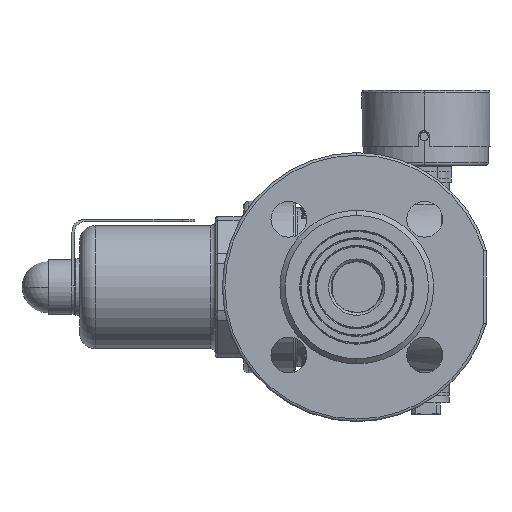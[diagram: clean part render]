
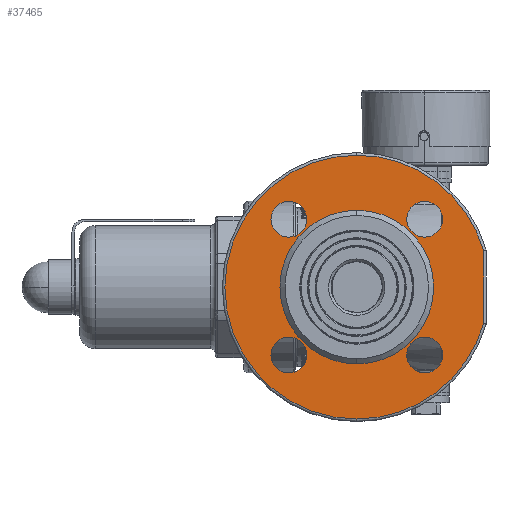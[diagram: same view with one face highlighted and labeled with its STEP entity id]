
A CAD part, left-side view. The second image highlights one B-rep face of the part: STEP entity #37465.
In plain terms, the highlighted planar face has unit normal (-1, 0, 0).
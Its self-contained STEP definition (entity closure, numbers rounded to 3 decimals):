
#315 = CARTESIAN_POINT ( 'NONE',  ( -73., 0., -30. ) ) ;
#349 = CIRCLE ( 'NONE', #391, 30. ) ;
#373 = CARTESIAN_POINT ( 'NONE',  ( -73., 0., 30. ) ) ;
#378 = DIRECTION ( 'NONE',  ( 0., 0., 1. ) ) ;
#379 = DIRECTION ( 'NONE',  ( -1., 0., 0. ) ) ;
#380 = CARTESIAN_POINT ( 'NONE',  ( -73., 0., 0. ) ) ;
#385 = AXIS2_PLACEMENT_3D ( 'NONE', #380, #379, #378 ) ;
#386 = CIRCLE ( 'NONE', #385, 51.5 ) ;
#388 = DIRECTION ( 'NONE',  ( 0., 0., 1. ) ) ;
#389 = DIRECTION ( 'NONE',  ( -1., 0., 0. ) ) ;
#390 = CARTESIAN_POINT ( 'NONE',  ( -73., 0., 0. ) ) ;
#391 = AXIS2_PLACEMENT_3D ( 'NONE', #390, #389, #388 ) ;
#392 = CARTESIAN_POINT ( 'NONE',  ( -73., 0., -51.5 ) ) ;
#490 = CIRCLE ( 'NONE', #559, 51.5 ) ;
#500 = CARTESIAN_POINT ( 'NONE',  ( -73., 0., 51.5 ) ) ;
#525 = CARTESIAN_POINT ( 'NONE',  ( -73., -49.5, 14.213 ) ) ;
#548 = DIRECTION ( 'NONE',  ( 0., 0., 1. ) ) ;
#549 = DIRECTION ( 'NONE',  ( -1., 0., 0. ) ) ;
#558 = CARTESIAN_POINT ( 'NONE',  ( -73., 0., 0. ) ) ;
#559 = AXIS2_PLACEMENT_3D ( 'NONE', #558, #549, #548 ) ;
#11969 = VERTEX_POINT ( 'NONE', #140137 ) ;
#12002 = EDGE_CURVE ( 'NONE', #11969, #12029, #140311, .T. ) ;
#12009 = EDGE_CURVE ( 'NONE', #12010, #12013, #140310, .T. ) ;
#12010 = VERTEX_POINT ( 'NONE', #139917 ) ;
#12013 = VERTEX_POINT ( 'NONE', #140462 ) ;
#12022 = EDGE_CURVE ( 'NONE', #12034, #12025, #140460, .T. ) ;
#12025 = VERTEX_POINT ( 'NONE', #140420 ) ;
#12029 = VERTEX_POINT ( 'NONE', #140408 ) ;
#12034 = VERTEX_POINT ( 'NONE', #140486 ) ;
#12107 = VERTEX_POINT ( 'NONE', #140645 ) ;
#12109 = EDGE_CURVE ( 'NONE', #12107, #12111, #140597, .T. ) ;
#12111 = VERTEX_POINT ( 'NONE', #140700 ) ;
#16466 = CARTESIAN_POINT ( 'NONE',  ( -73., 26.517, -26.517 ) ) ;
#16493 = DIRECTION ( 'NONE',  ( 1., 0., 0. ) ) ;
#16494 = AXIS2_PLACEMENT_3D ( 'NONE', #16466, #16493, #16622 ) ;
#16500 = CIRCLE ( 'NONE', #16494, 7. ) ;
#16605 = DIRECTION ( 'NONE',  ( 0., 0., 1. ) ) ;
#16607 = DIRECTION ( 'NONE',  ( -1., 0., 0. ) ) ;
#16609 = AXIS2_PLACEMENT_3D ( 'NONE', #16623, #16607, #16605 ) ;
#16622 = DIRECTION ( 'NONE',  ( 0., 0., -1. ) ) ;
#16623 = CARTESIAN_POINT ( 'NONE',  ( -73., 0., 0. ) ) ;
#16624 = CIRCLE ( 'NONE', #16609, 51.5 ) ;
#17029 = CARTESIAN_POINT ( 'NONE',  ( -73., -49.5, -14.213 ) ) ;
#17035 = CARTESIAN_POINT ( 'NONE',  ( -73., -49.5, 0. ) ) ;
#17037 = LINE ( 'NONE', #17035, #17049 ) ;
#17049 = VECTOR ( 'NONE', #17149, 1000. ) ;
#17091 = AXIS2_PLACEMENT_3D ( 'NONE', #17285, #17283, #17282 ) ;
#17093 = CIRCLE ( 'NONE', #17207, 30. ) ;
#17129 = AXIS2_PLACEMENT_3D ( 'NONE', #17194, #17192, #17190 ) ;
#17149 = DIRECTION ( 'NONE',  ( 0., 0., 1. ) ) ;
#17180 = CIRCLE ( 'NONE', #17266, 7. ) ;
#17181 = AXIS2_PLACEMENT_3D ( 'NONE', #17273, #17271, #17269 ) ;
#17186 = FACE_OUTER_BOUND ( 'NONE', #37453, .T. ) ;
#17188 = FACE_BOUND ( 'NONE', #37355, .T. ) ;
#17190 = DIRECTION ( 'NONE',  ( 0., 0., -1. ) ) ;
#17192 = DIRECTION ( 'NONE',  ( 1., 0., 0. ) ) ;
#17194 = CARTESIAN_POINT ( 'NONE',  ( -73., -26.517, 26.517 ) ) ;
#17195 = FACE_BOUND ( 'NONE', #37438, .T. ) ;
#17198 = PLANE ( 'NONE',  #17091 ) ;
#17199 = FACE_BOUND ( 'NONE', #37440, .T. ) ;
#17203 = DIRECTION ( 'NONE',  ( 0., 0., 1. ) ) ;
#17205 = DIRECTION ( 'NONE',  ( -1., 0., 0. ) ) ;
#17207 = AXIS2_PLACEMENT_3D ( 'NONE', #17223, #17205, #17203 ) ;
#17215 = CIRCLE ( 'NONE', #17129, 7. ) ;
#17223 = CARTESIAN_POINT ( 'NONE',  ( -73., 0., 0. ) ) ;
#17227 = FACE_BOUND ( 'NONE', #37472, .T. ) ;
#17235 = FACE_BOUND ( 'NONE', #37343, .T. ) ;
#17245 = DIRECTION ( 'NONE',  ( 0., 0., -1. ) ) ;
#17247 = DIRECTION ( 'NONE',  ( 1., 0., 0. ) ) ;
#17266 = AXIS2_PLACEMENT_3D ( 'NONE', #17293, #17247, #17245 ) ;
#17269 = DIRECTION ( 'NONE',  ( 0., 0., -1. ) ) ;
#17271 = DIRECTION ( 'NONE',  ( 1., 0., 0. ) ) ;
#17273 = CARTESIAN_POINT ( 'NONE',  ( -73., -26.517, -26.517 ) ) ;
#17282 = DIRECTION ( 'NONE',  ( 0., 0., -1. ) ) ;
#17283 = DIRECTION ( 'NONE',  ( 1., 0., 0. ) ) ;
#17285 = CARTESIAN_POINT ( 'NONE',  ( -73., 30., 0. ) ) ;
#17293 = CARTESIAN_POINT ( 'NONE',  ( -73., 26.517, 26.517 ) ) ;
#17297 = CIRCLE ( 'NONE', #17181, 7. ) ;
#32653 = VERTEX_POINT ( 'NONE', #315 ) ;
#32670 = EDGE_CURVE ( 'NONE', #32672, #32653, #349, .T. ) ;
#32672 = VERTEX_POINT ( 'NONE', #373 ) ;
#32679 = VERTEX_POINT ( 'NONE', #392 ) ;
#32682 = EDGE_CURVE ( 'NONE', #32733, #32679, #386, .T. ) ;
#32733 = VERTEX_POINT ( 'NONE', #500 ) ;
#32759 = EDGE_CURVE ( 'NONE', #32765, #32733, #490, .T. ) ;
#32765 = VERTEX_POINT ( 'NONE', #525 ) ;
#37340 = ORIENTED_EDGE ( 'NONE', *, *, #37462, .T. ) ;
#37341 = ORIENTED_EDGE ( 'NONE', *, *, #37466, .T. ) ;
#37343 = EDGE_LOOP ( 'NONE', ( #37434, #37340 ) ) ;
#37349 = ORIENTED_EDGE ( 'NONE', *, *, #12022, .T. ) ;
#37354 = EDGE_CURVE ( 'NONE', #12025, #12034, #16500, .T. ) ;
#37355 = EDGE_LOOP ( 'NONE', ( #37349, #37469 ) ) ;
#37356 = EDGE_CURVE ( 'NONE', #32679, #37412, #16624, .T. ) ;
#37412 = VERTEX_POINT ( 'NONE', #17029 ) ;
#37414 = ORIENTED_EDGE ( 'NONE', *, *, #37356, .T. ) ;
#37415 = EDGE_CURVE ( 'NONE', #37412, #32765, #17037, .T. ) ;
#37434 = ORIENTED_EDGE ( 'NONE', *, *, #12009, .T. ) ;
#37436 = ORIENTED_EDGE ( 'NONE', *, *, #32682, .T. ) ;
#37438 = EDGE_LOOP ( 'NONE', ( #37442, #37447 ) ) ;
#37440 = EDGE_LOOP ( 'NONE', ( #37449, #37445 ) ) ;
#37442 = ORIENTED_EDGE ( 'NONE', *, *, #12109, .T. ) ;
#37444 = ORIENTED_EDGE ( 'NONE', *, *, #32759, .T. ) ;
#37445 = ORIENTED_EDGE ( 'NONE', *, *, #32670, .F. ) ;
#37447 = ORIENTED_EDGE ( 'NONE', *, *, #37477, .T. ) ;
#37449 = ORIENTED_EDGE ( 'NONE', *, *, #37459, .F. ) ;
#37450 = ORIENTED_EDGE ( 'NONE', *, *, #37415, .T. ) ;
#37453 = EDGE_LOOP ( 'NONE', ( #37444, #37436, #37414, #37450 ) ) ;
#37459 = EDGE_CURVE ( 'NONE', #32653, #32672, #17093, .T. ) ;
#37462 = EDGE_CURVE ( 'NONE', #12013, #12010, #17215, .T. ) ;
#37465 = ADVANCED_FACE ( 'NONE', ( #17188, #17227, #17235, #17195, #17199, #17186 ), #17198, .F. ) ;
#37466 = EDGE_CURVE ( 'NONE', #12029, #11969, #17297, .T. ) ;
#37469 = ORIENTED_EDGE ( 'NONE', *, *, #37354, .T. ) ;
#37472 = EDGE_LOOP ( 'NONE', ( #37475, #37341 ) ) ;
#37475 = ORIENTED_EDGE ( 'NONE', *, *, #12002, .T. ) ;
#37477 = EDGE_CURVE ( 'NONE', #12111, #12107, #17180, .T. ) ;
#139917 = CARTESIAN_POINT ( 'NONE',  ( -73., -26.517, 33.517 ) ) ;
#140137 = CARTESIAN_POINT ( 'NONE',  ( -73., -26.517, -19.517 ) ) ;
#140298 = DIRECTION ( 'NONE',  ( 0., 0., -1. ) ) ;
#140299 = DIRECTION ( 'NONE',  ( 1., 0., 0. ) ) ;
#140300 = CARTESIAN_POINT ( 'NONE',  ( -73., -26.517, -26.517 ) ) ;
#140306 = AXIS2_PLACEMENT_3D ( 'NONE', #140300, #140299, #140298 ) ;
#140310 = CIRCLE ( 'NONE', #140397, 7. ) ;
#140311 = CIRCLE ( 'NONE', #140306, 7. ) ;
#140345 = DIRECTION ( 'NONE',  ( 0., 0., -1. ) ) ;
#140347 = DIRECTION ( 'NONE',  ( 1., 0., 0. ) ) ;
#140357 = CARTESIAN_POINT ( 'NONE',  ( -73., -26.517, 26.517 ) ) ;
#140397 = AXIS2_PLACEMENT_3D ( 'NONE', #140357, #140347, #140345 ) ;
#140408 = CARTESIAN_POINT ( 'NONE',  ( -73., -26.517, -33.517 ) ) ;
#140414 = DIRECTION ( 'NONE',  ( 0., 0., -1. ) ) ;
#140415 = DIRECTION ( 'NONE',  ( 1., 0., 0. ) ) ;
#140420 = CARTESIAN_POINT ( 'NONE',  ( -73., 26.517, -33.517 ) ) ;
#140445 = AXIS2_PLACEMENT_3D ( 'NONE', #140456, #140415, #140414 ) ;
#140456 = CARTESIAN_POINT ( 'NONE',  ( -73., 26.517, -26.517 ) ) ;
#140460 = CIRCLE ( 'NONE', #140445, 7. ) ;
#140462 = CARTESIAN_POINT ( 'NONE',  ( -73., -26.517, 19.517 ) ) ;
#140486 = CARTESIAN_POINT ( 'NONE',  ( -73., 26.517, -19.517 ) ) ;
#140597 = CIRCLE ( 'NONE', #140692, 7. ) ;
#140645 = CARTESIAN_POINT ( 'NONE',  ( -73., 26.517, 33.517 ) ) ;
#140683 = DIRECTION ( 'NONE',  ( 0., 0., -1. ) ) ;
#140685 = DIRECTION ( 'NONE',  ( 1., 0., 0. ) ) ;
#140687 = CARTESIAN_POINT ( 'NONE',  ( -73., 26.517, 26.517 ) ) ;
#140692 = AXIS2_PLACEMENT_3D ( 'NONE', #140687, #140685, #140683 ) ;
#140700 = CARTESIAN_POINT ( 'NONE',  ( -73., 26.517, 19.517 ) ) ;
